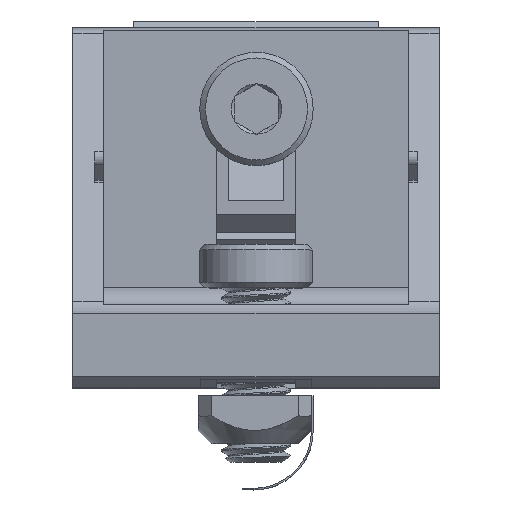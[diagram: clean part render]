
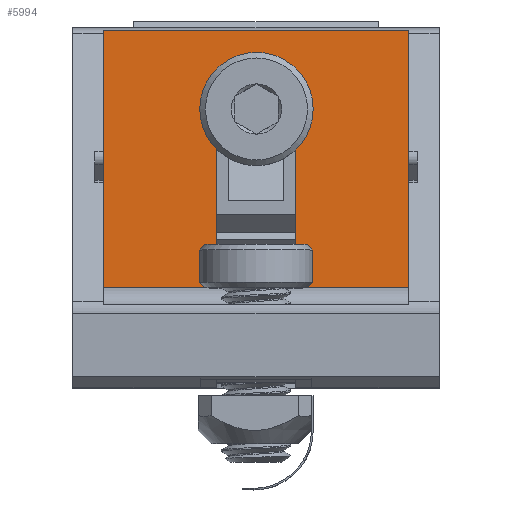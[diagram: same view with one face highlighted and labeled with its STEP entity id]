
A CAD part, top view. The second image highlights one B-rep face of the part: STEP entity #5994.
In plain terms, the highlighted planar face has unit normal (0, 0, 1).
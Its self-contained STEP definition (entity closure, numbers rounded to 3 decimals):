
#344=FACE_BOUND('',#1164,.T.);
#502=PLANE('',#6496);
#816=FACE_OUTER_BOUND('',#1163,.T.);
#1163=EDGE_LOOP('',(#5325,#5326,#5327,#5328));
#1164=EDGE_LOOP('',(#5329,#5330,#5331,#5332));
#1622=LINE('',#15912,#2176);
#1675=LINE('',#16022,#2229);
#1680=LINE('',#16033,#2234);
#1687=LINE('',#16045,#2241);
#1689=LINE('',#16048,#2243);
#1697=LINE('',#16070,#2251);
#1698=LINE('',#16077,#2252);
#1701=LINE('',#16086,#2255);
#2176=VECTOR('',#7634,1000.);
#2229=VECTOR('',#7721,1000.);
#2234=VECTOR('',#7728,1000.);
#2241=VECTOR('',#7739,1000.);
#2243=VECTOR('',#7743,1000.);
#2251=VECTOR('',#7761,1000.);
#2252=VECTOR('',#7770,1000.);
#2255=VECTOR('',#7779,1000.);
#2896=VERTEX_POINT('',#15910);
#2897=VERTEX_POINT('',#15911);
#2936=VERTEX_POINT('',#16019);
#2937=VERTEX_POINT('',#16021);
#2941=VERTEX_POINT('',#16030);
#2942=VERTEX_POINT('',#16032);
#2954=VERTEX_POINT('',#16069);
#2956=VERTEX_POINT('',#16075);
#3686=EDGE_CURVE('',#2896,#2897,#1622,.T.);
#3743=EDGE_CURVE('',#2936,#2937,#1675,.T.);
#3748=EDGE_CURVE('',#2942,#2941,#1680,.T.);
#3755=EDGE_CURVE('',#2936,#2942,#1687,.T.);
#3757=EDGE_CURVE('',#2941,#2937,#1689,.T.);
#3768=EDGE_CURVE('',#2954,#2896,#1697,.T.);
#3772=EDGE_CURVE('',#2956,#2897,#1698,.T.);
#3777=EDGE_CURVE('',#2954,#2956,#1701,.T.);
#5325=ORIENTED_EDGE('',*,*,#3686,.T.);
#5326=ORIENTED_EDGE('',*,*,#3772,.F.);
#5327=ORIENTED_EDGE('',*,*,#3777,.F.);
#5328=ORIENTED_EDGE('',*,*,#3768,.T.);
#5329=ORIENTED_EDGE('',*,*,#3743,.F.);
#5330=ORIENTED_EDGE('',*,*,#3755,.T.);
#5331=ORIENTED_EDGE('',*,*,#3748,.T.);
#5332=ORIENTED_EDGE('',*,*,#3757,.T.);
#5994=ADVANCED_FACE('',(#816,#344),#502,.T.);
#6496=AXIS2_PLACEMENT_3D('',#16085,#7777,#7778);
#7634=DIRECTION('',(-1.,0.,0.));
#7721=DIRECTION('',(0.,1.,0.));
#7728=DIRECTION('',(0.,1.,0.));
#7739=DIRECTION('',(-1.,0.,0.));
#7743=DIRECTION('',(1.,0.,0.));
#7761=DIRECTION('',(0.,1.,0.));
#7770=DIRECTION('',(0.,1.,0.));
#7777=DIRECTION('center_axis',(0.,0.,1.));
#7778=DIRECTION('ref_axis',(1.,0.,0.));
#7779=DIRECTION('',(-1.,0.,0.));
#15910=CARTESIAN_POINT('',(40.,41.032,54.5));
#15911=CARTESIAN_POINT('',(5.,41.032,54.5));
#15912=CARTESIAN_POINT('',(43.5,41.032,54.5));
#16019=CARTESIAN_POINT('',(27.,16.5,54.5));
#16021=CARTESIAN_POINT('',(27.,35.,54.5));
#16022=CARTESIAN_POINT('',(27.,11.5,54.5));
#16030=CARTESIAN_POINT('',(18.,35.,54.5));
#16032=CARTESIAN_POINT('',(18.,16.5,54.5));
#16033=CARTESIAN_POINT('',(18.,11.5,54.5));
#16045=CARTESIAN_POINT('',(40.,16.5,54.5));
#16048=CARTESIAN_POINT('',(40.,35.,54.5));
#16069=CARTESIAN_POINT('',(40.,11.5,54.5));
#16070=CARTESIAN_POINT('',(40.,11.5,54.5));
#16075=CARTESIAN_POINT('',(5.,11.5,54.5));
#16077=CARTESIAN_POINT('',(5.,11.5,54.5));
#16085=CARTESIAN_POINT('Origin',(40.,11.5,54.5));
#16086=CARTESIAN_POINT('',(40.,11.5,54.5));
